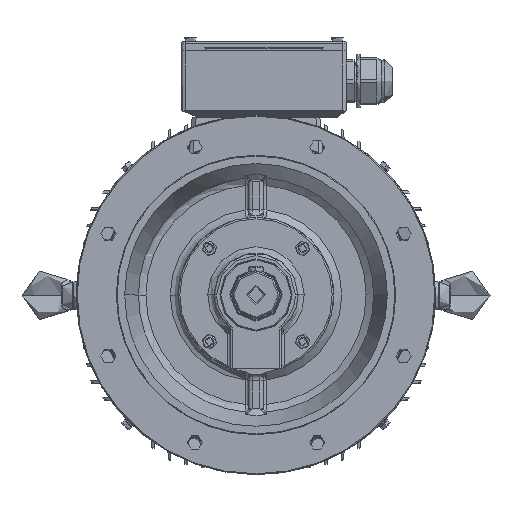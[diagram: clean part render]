
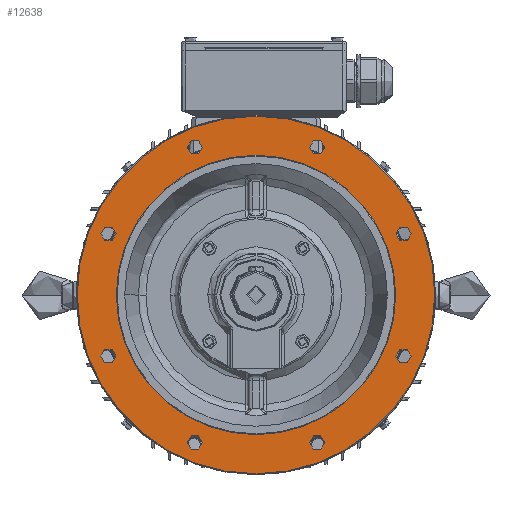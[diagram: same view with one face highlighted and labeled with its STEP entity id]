
A CAD part, top view. The second image highlights one B-rep face of the part: STEP entity #12638.
In plain terms, the highlighted planar face has unit normal (0, 0, 1).
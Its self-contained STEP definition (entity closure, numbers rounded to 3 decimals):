
#5862=FACE_BOUND('',#32283,.T.);
#5863=FACE_BOUND('',#32284,.T.);
#5864=FACE_BOUND('',#32285,.T.);
#5865=FACE_BOUND('',#32286,.T.);
#5866=FACE_BOUND('',#32287,.T.);
#5867=FACE_BOUND('',#32288,.T.);
#5868=FACE_BOUND('',#32289,.T.);
#5869=FACE_BOUND('',#32290,.T.);
#5870=FACE_BOUND('',#32291,.T.);
#5871=FACE_BOUND('',#32292,.T.);
#7942=PLANE('',#156831);
#12638=ADVANCED_FACE('',(#5862,#5863,#5864,#5865,#5866,#5867,#5868,#5869,
#5870,#5871),#7942,.F.);
#32283=EDGE_LOOP('',(#72867,#72868));
#32284=EDGE_LOOP('',(#72869,#72870));
#32285=EDGE_LOOP('',(#72871,#72872));
#32286=EDGE_LOOP('',(#72873,#72874));
#32287=EDGE_LOOP('',(#72875,#72876));
#32288=EDGE_LOOP('',(#72877,#72878));
#32289=EDGE_LOOP('',(#72879,#72880));
#32290=EDGE_LOOP('',(#72881,#72882));
#32291=EDGE_LOOP('',(#72883,#72884));
#32292=EDGE_LOOP('',(#72885,#72886));
#72867=ORIENTED_EDGE('',*,*,#128046,.T.);
#72868=ORIENTED_EDGE('',*,*,#127454,.T.);
#72869=ORIENTED_EDGE('',*,*,#128047,.F.);
#72870=ORIENTED_EDGE('',*,*,#127535,.F.);
#72871=ORIENTED_EDGE('',*,*,#128048,.F.);
#72872=ORIENTED_EDGE('',*,*,#127539,.F.);
#72873=ORIENTED_EDGE('',*,*,#128049,.F.);
#72874=ORIENTED_EDGE('',*,*,#127542,.F.);
#72875=ORIENTED_EDGE('',*,*,#128050,.F.);
#72876=ORIENTED_EDGE('',*,*,#127546,.F.);
#72877=ORIENTED_EDGE('',*,*,#128051,.F.);
#72878=ORIENTED_EDGE('',*,*,#127550,.F.);
#72879=ORIENTED_EDGE('',*,*,#128052,.F.);
#72880=ORIENTED_EDGE('',*,*,#127554,.F.);
#72881=ORIENTED_EDGE('',*,*,#128053,.F.);
#72882=ORIENTED_EDGE('',*,*,#127558,.F.);
#72883=ORIENTED_EDGE('',*,*,#128054,.F.);
#72884=ORIENTED_EDGE('',*,*,#127562,.F.);
#72885=ORIENTED_EDGE('',*,*,#127592,.F.);
#72886=ORIENTED_EDGE('',*,*,#128045,.F.);
#111200=VERTEX_POINT('',#236544);
#111201=VERTEX_POINT('',#236545);
#111279=VERTEX_POINT('',#236949);
#111280=VERTEX_POINT('',#236951);
#111283=VERTEX_POINT('',#236958);
#111284=VERTEX_POINT('',#236960);
#111285=VERTEX_POINT('',#236964);
#111286=VERTEX_POINT('',#236966);
#111289=VERTEX_POINT('',#236973);
#111290=VERTEX_POINT('',#236975);
#111293=VERTEX_POINT('',#236982);
#111294=VERTEX_POINT('',#236984);
#111297=VERTEX_POINT('',#236991);
#111298=VERTEX_POINT('',#236993);
#111301=VERTEX_POINT('',#237000);
#111302=VERTEX_POINT('',#237002);
#111305=VERTEX_POINT('',#237009);
#111306=VERTEX_POINT('',#237011);
#111329=VERTEX_POINT('',#237140);
#111330=VERTEX_POINT('',#237141);
#127454=EDGE_CURVE('',#111200,#111201,#147225,.T.);
#127535=EDGE_CURVE('',#111279,#111280,#147247,.T.);
#127539=EDGE_CURVE('',#111283,#111284,#147249,.T.);
#127542=EDGE_CURVE('',#111285,#111286,#147250,.T.);
#127546=EDGE_CURVE('',#111289,#111290,#147252,.T.);
#127550=EDGE_CURVE('',#111293,#111294,#147254,.T.);
#127554=EDGE_CURVE('',#111297,#111298,#147256,.T.);
#127558=EDGE_CURVE('',#111301,#111302,#147258,.T.);
#127562=EDGE_CURVE('',#111305,#111306,#147260,.T.);
#127592=EDGE_CURVE('',#111329,#111330,#147269,.T.);
#128045=EDGE_CURVE('',#111330,#111329,#147426,.T.);
#128046=EDGE_CURVE('',#111201,#111200,#147427,.T.);
#128047=EDGE_CURVE('',#111280,#111279,#147428,.T.);
#128048=EDGE_CURVE('',#111284,#111283,#147429,.T.);
#128049=EDGE_CURVE('',#111286,#111285,#147430,.T.);
#128050=EDGE_CURVE('',#111290,#111289,#147431,.T.);
#128051=EDGE_CURVE('',#111294,#111293,#147432,.T.);
#128052=EDGE_CURVE('',#111298,#111297,#147433,.T.);
#128053=EDGE_CURVE('',#111302,#111301,#147434,.T.);
#128054=EDGE_CURVE('',#111306,#111305,#147435,.T.);
#147225=CIRCLE('',#156483,224.);
#147247=CIRCLE('',#156524,9.5);
#147249=CIRCLE('',#156527,9.5);
#147250=CIRCLE('',#156529,9.5);
#147252=CIRCLE('',#156532,9.5);
#147254=CIRCLE('',#156535,9.5);
#147256=CIRCLE('',#156538,9.5);
#147258=CIRCLE('',#156541,9.5);
#147260=CIRCLE('',#156544,9.5);
#147269=CIRCLE('',#156559,175.);
#147426=CIRCLE('',#156820,175.);
#147427=CIRCLE('',#156822,224.);
#147428=CIRCLE('',#156823,9.5);
#147429=CIRCLE('',#156824,9.5);
#147430=CIRCLE('',#156825,9.5);
#147431=CIRCLE('',#156826,9.5);
#147432=CIRCLE('',#156827,9.5);
#147433=CIRCLE('',#156828,9.5);
#147434=CIRCLE('',#156829,9.5);
#147435=CIRCLE('',#156830,9.5);
#156483=AXIS2_PLACEMENT_3D('',#236543,#176587,#176588);
#156524=AXIS2_PLACEMENT_3D('',#236950,#176704,#176705);
#156527=AXIS2_PLACEMENT_3D('',#236959,#176712,#176713);
#156529=AXIS2_PLACEMENT_3D('',#236965,#176718,#176719);
#156532=AXIS2_PLACEMENT_3D('',#236974,#176726,#176727);
#156535=AXIS2_PLACEMENT_3D('',#236983,#176734,#176735);
#156538=AXIS2_PLACEMENT_3D('',#236992,#176742,#176743);
#156541=AXIS2_PLACEMENT_3D('',#237001,#176750,#176751);
#156544=AXIS2_PLACEMENT_3D('',#237010,#176758,#176759);
#156559=AXIS2_PLACEMENT_3D('',#237139,#176799,#176800);
#156820=AXIS2_PLACEMENT_3D('',#239856,#177402,#177403);
#156822=AXIS2_PLACEMENT_3D('',#239858,#177406,#177407);
#156823=AXIS2_PLACEMENT_3D('',#239859,#177408,#177409);
#156824=AXIS2_PLACEMENT_3D('',#239860,#177410,#177411);
#156825=AXIS2_PLACEMENT_3D('',#239861,#177412,#177413);
#156826=AXIS2_PLACEMENT_3D('',#239862,#177414,#177415);
#156827=AXIS2_PLACEMENT_3D('',#239863,#177416,#177417);
#156828=AXIS2_PLACEMENT_3D('',#239864,#177418,#177419);
#156829=AXIS2_PLACEMENT_3D('',#239865,#177420,#177421);
#156830=AXIS2_PLACEMENT_3D('',#239866,#177422,#177423);
#156831=AXIS2_PLACEMENT_3D('',#239867,#177424,#177425);
#176587=DIRECTION('',(0.,0.,1.));
#176588=DIRECTION('',(1.,0.,0.));
#176704=DIRECTION('',(0.,0.,1.));
#176705=DIRECTION('',(-0.707,0.707,0.));
#176712=DIRECTION('',(0.,0.,1.));
#176713=DIRECTION('',(0.,1.,0.));
#176718=DIRECTION('',(0.,0.,1.));
#176719=DIRECTION('',(0.707,0.707,0.));
#176726=DIRECTION('',(0.,0.,1.));
#176727=DIRECTION('',(1.,0.,0.));
#176734=DIRECTION('',(0.,0.,1.));
#176735=DIRECTION('',(0.707,-0.707,0.));
#176742=DIRECTION('',(0.,0.,1.));
#176743=DIRECTION('',(0.,-1.,0.));
#176750=DIRECTION('',(0.,0.,1.));
#176751=DIRECTION('',(-0.707,-0.707,0.));
#176758=DIRECTION('',(0.,0.,1.));
#176759=DIRECTION('',(-1.,0.,0.));
#176799=DIRECTION('',(0.,0.,1.));
#176800=DIRECTION('',(-1.,0.,0.));
#177402=DIRECTION('',(0.,0.,1.));
#177403=DIRECTION('',(-1.,0.,0.));
#177406=DIRECTION('',(0.,0.,1.));
#177407=DIRECTION('',(1.,0.,0.));
#177408=DIRECTION('',(0.,0.,1.));
#177409=DIRECTION('',(-0.707,0.707,0.));
#177410=DIRECTION('',(0.,0.,1.));
#177411=DIRECTION('',(0.,1.,0.));
#177412=DIRECTION('',(0.,0.,1.));
#177413=DIRECTION('',(0.707,0.707,0.));
#177414=DIRECTION('',(0.,0.,1.));
#177415=DIRECTION('',(1.,0.,0.));
#177416=DIRECTION('',(0.,0.,1.));
#177417=DIRECTION('',(0.707,-0.707,0.));
#177418=DIRECTION('',(0.,0.,1.));
#177419=DIRECTION('',(0.,-1.,0.));
#177420=DIRECTION('',(0.,0.,1.));
#177421=DIRECTION('',(-0.707,-0.707,0.));
#177422=DIRECTION('',(0.,0.,1.));
#177423=DIRECTION('',(-1.,0.,0.));
#177424=DIRECTION('',(0.,0.,-1.));
#177425=DIRECTION('',(-1.,0.,0.));
#236543=CARTESIAN_POINT('',(255.034,275.49,570.393));
#236544=CARTESIAN_POINT('',(31.034,275.49,570.393));
#236545=CARTESIAN_POINT('',(479.034,275.49,570.393));
#236949=CARTESIAN_POINT('',(187.874,90.592,570.393));
#236950=CARTESIAN_POINT('',(178.374,90.592,570.393));
#236951=CARTESIAN_POINT('',(168.874,90.592,570.393));
#236958=CARTESIAN_POINT('',(79.584,198.954,570.393));
#236959=CARTESIAN_POINT('',(70.084,198.954,570.393));
#236960=CARTESIAN_POINT('',(60.584,198.954,570.393));
#236964=CARTESIAN_POINT('',(79.635,352.15,570.393));
#236965=CARTESIAN_POINT('',(70.135,352.15,570.393));
#236966=CARTESIAN_POINT('',(60.635,352.15,570.393));
#236973=CARTESIAN_POINT('',(187.997,460.44,570.393));
#236974=CARTESIAN_POINT('',(178.497,460.44,570.393));
#236975=CARTESIAN_POINT('',(168.997,460.44,570.393));
#236982=CARTESIAN_POINT('',(341.193,460.389,570.393));
#236983=CARTESIAN_POINT('',(331.693,460.389,570.393));
#236984=CARTESIAN_POINT('',(322.193,460.389,570.393));
#236991=CARTESIAN_POINT('',(449.483,352.027,570.393));
#236992=CARTESIAN_POINT('',(439.983,352.027,570.393));
#236993=CARTESIAN_POINT('',(430.483,352.027,570.393));
#237000=CARTESIAN_POINT('',(449.432,198.831,570.393));
#237001=CARTESIAN_POINT('',(439.932,198.831,570.393));
#237002=CARTESIAN_POINT('',(430.432,198.831,570.393));
#237009=CARTESIAN_POINT('',(341.07,90.541,570.393));
#237010=CARTESIAN_POINT('',(331.57,90.541,570.393));
#237011=CARTESIAN_POINT('',(322.07,90.541,570.393));
#237139=CARTESIAN_POINT('',(255.034,275.49,570.393));
#237140=CARTESIAN_POINT('',(80.034,275.49,570.393));
#237141=CARTESIAN_POINT('',(430.034,275.49,570.393));
#239856=CARTESIAN_POINT('',(255.034,275.49,570.393));
#239858=CARTESIAN_POINT('',(255.034,275.49,570.393));
#239859=CARTESIAN_POINT('',(178.374,90.592,570.393));
#239860=CARTESIAN_POINT('',(70.084,198.954,570.393));
#239861=CARTESIAN_POINT('',(70.135,352.15,570.393));
#239862=CARTESIAN_POINT('',(178.497,460.44,570.393));
#239863=CARTESIAN_POINT('',(331.693,460.389,570.393));
#239864=CARTESIAN_POINT('',(439.983,352.027,570.393));
#239865=CARTESIAN_POINT('',(439.932,198.831,570.393));
#239866=CARTESIAN_POINT('',(331.57,90.541,570.393));
#239867=CARTESIAN_POINT('',(255.034,100.49,570.393));
